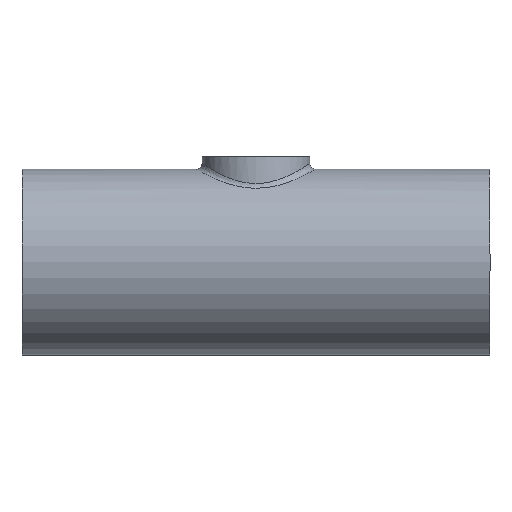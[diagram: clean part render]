
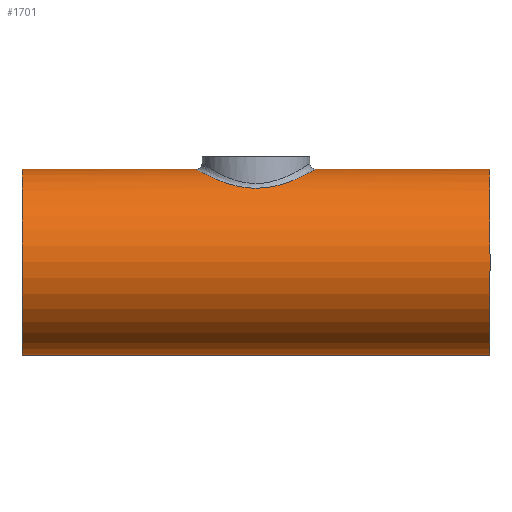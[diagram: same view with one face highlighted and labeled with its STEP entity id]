
A CAD part, front view. The second image highlights one B-rep face of the part: STEP entity #1701.
In plain terms, the highlighted cylindrical face has radius 31.75 mm (diameter 63.5 mm), a full revolution.
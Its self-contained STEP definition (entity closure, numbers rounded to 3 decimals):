
#1508=CARTESIAN_POINT('',(0.,-19.168,25.311));
#1509=VERTEX_POINT('',#1508);
#1584=CARTESIAN_POINT('',(0.,-19.168,25.311));
#1585=CARTESIAN_POINT('',(0.,-19.168,25.311));
#1586=CARTESIAN_POINT('',(0.,-19.168,25.311));
#1587=CARTESIAN_POINT('',(0.,-19.168,25.311));
#1588=CARTESIAN_POINT('',(0.585,-19.168,25.311));
#1589=CARTESIAN_POINT('',(1.755,-19.12,25.347));
#1590=CARTESIAN_POINT('',(3.301,-18.931,25.489));
#1591=CARTESIAN_POINT('',(5.005,-18.605,25.729));
#1592=CARTESIAN_POINT('',(6.85,-18.095,26.094));
#1593=CARTESIAN_POINT('',(8.609,-17.398,26.563));
#1594=CARTESIAN_POINT('',(10.112,-16.658,27.033));
#1595=CARTESIAN_POINT('',(11.38,-15.925,27.474));
#1596=CARTESIAN_POINT('',(12.883,-14.888,28.053));
#1597=CARTESIAN_POINT('',(14.136,-13.835,28.587));
#1598=CARTESIAN_POINT('',(15.164,-12.817,29.052));
#1599=CARTESIAN_POINT('',(15.969,-11.925,29.432));
#1600=CARTESIAN_POINT('',(16.786,-10.895,29.831));
#1601=CARTESIAN_POINT('',(17.865,-9.301,30.378));
#1602=CARTESIAN_POINT('',(18.762,-7.581,30.855));
#1603=CARTESIAN_POINT('',(19.45,-5.772,31.232));
#1604=CARTESIAN_POINT('',(19.997,-3.895,31.536));
#1605=CARTESIAN_POINT('',(20.395,-1.478,31.761));
#1606=CARTESIAN_POINT('',(20.395,1.476,31.761));
#1607=CARTESIAN_POINT('',(19.998,3.892,31.536));
#1608=CARTESIAN_POINT('',(19.45,5.77,31.232));
#1609=CARTESIAN_POINT('',(18.762,7.581,30.855));
#1610=CARTESIAN_POINT('',(17.643,9.728,30.26));
#1611=CARTESIAN_POINT('',(15.92,12.073,29.397));
#1612=CARTESIAN_POINT('',(13.894,14.111,28.468));
#1613=CARTESIAN_POINT('',(11.949,15.576,27.678));
#1614=CARTESIAN_POINT('',(10.261,16.579,27.082));
#1615=CARTESIAN_POINT('',(7.621,17.908,26.243));
#1616=CARTESIAN_POINT('',(4.176,18.94,25.485));
#1617=CARTESIAN_POINT('',(0.008,19.243,25.254));
#1618=CARTESIAN_POINT('',(-3.112,19.019,25.425));
#1619=CARTESIAN_POINT('',(-6.133,18.354,25.914));
#1620=CARTESIAN_POINT('',(-8.954,17.295,26.639));
#1621=CARTESIAN_POINT('',(-11.129,16.104,27.375));
#1622=CARTESIAN_POINT('',(-12.729,14.988,27.995));
#1623=CARTESIAN_POINT('',(-14.598,13.476,28.776));
#1624=CARTESIAN_POINT('',(-16.244,11.696,29.556));
#1625=CARTESIAN_POINT('',(-17.681,9.573,30.285));
#1626=CARTESIAN_POINT('',(-18.85,7.469,30.9));
#1627=CARTESIAN_POINT('',(-19.697,5.159,31.368));
#1628=CARTESIAN_POINT('',(-20.155,2.931,31.625));
#1629=CARTESIAN_POINT('',(-20.395,0.985,31.761));
#1630=CARTESIAN_POINT('',(-20.395,-1.472,31.761));
#1631=CARTESIAN_POINT('',(-19.917,-4.38,31.49));
#1632=CARTESIAN_POINT('',(-18.988,-7.148,30.976));
#1633=CARTESIAN_POINT('',(-17.86,-9.311,30.376));
#1634=CARTESIAN_POINT('',(-16.776,-10.908,29.826));
#1635=CARTESIAN_POINT('',(-15.735,-12.219,29.317));
#1636=CARTESIAN_POINT('',(-14.404,-13.611,28.7));
#1637=CARTESIAN_POINT('',(-12.73,-15.015,27.988));
#1638=CARTESIAN_POINT('',(-10.908,-16.235,27.296));
#1639=CARTESIAN_POINT('',(-8.949,-17.263,26.654));
#1640=CARTESIAN_POINT('',(-7.196,-17.958,26.186));
#1641=CARTESIAN_POINT('',(-5.746,-18.4,25.876));
#1642=CARTESIAN_POINT('',(-3.512,-18.954,25.476));
#1643=CARTESIAN_POINT('',(-1.561,-19.168,25.311));
#1644=CARTESIAN_POINT('',(0.,-19.168,25.311));
#1645=B_SPLINE_CURVE_WITH_KNOTS('',3,(#1584,#1585,#1586,#1587,#1588,#1589,#1590,#1591,#1592,#1593,#1594,#1595,#1596,#1597,#1598,#1599,#1600,#1601,#1602,#1603,#1604,#1605,#1606,#1607,#1608,#1609,#1610,#1611,#1612,#1613,#1614,#1615,#1616,#1617,#1618,#1619,#1620,#1621,#1622,#1623,#1624,#1625,#1626,#1627,#1628,#1629,#1630,#1631,#1632,#1633,#1634,#1635,#1636,#1637,#1638,#1639,#1640,#1641,#1642,#1643,#1644),.UNSPECIFIED.,.T.,.U.,(4,3,1,1,1,1,1,1,1,1,1,1,1,1,1,1,1,1,1,1,1,1,1,1,1,1,1,1,1,1,1,1,1,1,1,1,1,1,1,1,1,1,1,1,1,1,1,1,1,1,1,1,1,1,1,1,4),(-11.395,-11.395,-11.242,-11.09,-10.988,-10.785,-10.581,-10.479,-10.327,-10.174,-9.971,-9.869,-9.767,-9.632,-9.496,-9.225,-9.089,-8.953,-8.682,-8.411,-8.139,-8.004,-7.868,-7.597,-7.325,-7.054,-6.783,-6.647,-6.511,-5.969,-5.698,-5.426,-5.155,-4.884,-4.612,-4.477,-4.341,-3.934,-3.798,-3.617,-3.256,-3.12,-2.984,-2.713,-2.442,-2.17,-1.899,-1.764,-1.628,-1.424,-1.221,-1.017,-0.814,-0.61,-0.509,-0.407,0.),.UNSPECIFIED.);
#1646=EDGE_CURVE('',#1509,#1509,#1645,.T.);
#1671=CARTESIAN_POINT('',(0.0,0.0,0.0));
#1672=DIRECTION('',(-1.0,0.0,0.0));
#1673=DIRECTION('',(0.0,-1.0,0.0));
#1674=AXIS2_PLACEMENT_3D('',#1671,#1672,#1673);
#1675=CYLINDRICAL_SURFACE('',#1674,31.75);
#1676=CARTESIAN_POINT('',(-80.0,-31.75,0.0));
#1677=VERTEX_POINT('',#1676);
#1678=CARTESIAN_POINT('',(-80.0,0.0,0.0));
#1679=DIRECTION('',(-1.0,0.0,0.0));
#1680=DIRECTION('',(0.0,-1.0,0.0));
#1681=AXIS2_PLACEMENT_3D('',#1678,#1679,#1680);
#1682=CIRCLE('',#1681,31.75);
#1683=EDGE_CURVE('',#1677,#1677,#1682,.T.);
#1684=ORIENTED_EDGE('',*,*,#1683,.F.);
#1685=EDGE_LOOP('',(#1684));
#1686=FACE_OUTER_BOUND('',#1685,.T.);
#1687=CARTESIAN_POINT('',(80.0,-31.75,0.0));
#1688=VERTEX_POINT('',#1687);
#1689=CARTESIAN_POINT('',(80.,0.0,0.0));
#1690=DIRECTION('',(-1.0,0.0,0.0));
#1691=DIRECTION('',(0.0,-1.0,0.0));
#1692=AXIS2_PLACEMENT_3D('',#1689,#1690,#1691);
#1693=CIRCLE('',#1692,31.75);
#1694=EDGE_CURVE('',#1688,#1688,#1693,.T.);
#1695=ORIENTED_EDGE('',*,*,#1694,.T.);
#1696=EDGE_LOOP('',(#1695));
#1697=FACE_BOUND('',#1696,.T.);
#1698=ORIENTED_EDGE('',*,*,#1646,.F.);
#1699=EDGE_LOOP('',(#1698));
#1700=FACE_BOUND('',#1699,.T.);
#1701=ADVANCED_FACE('',(#1686,#1697,#1700),#1675,.T.);
